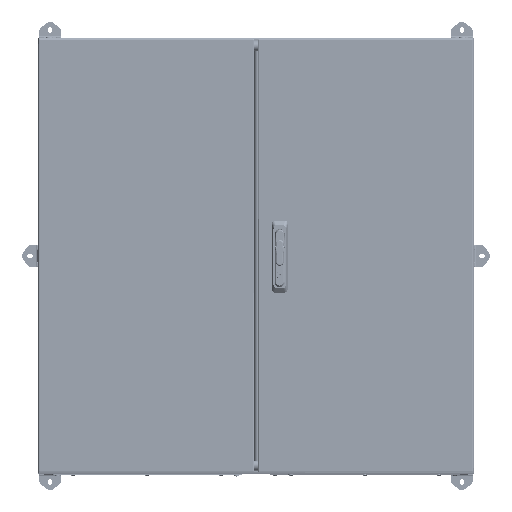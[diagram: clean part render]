
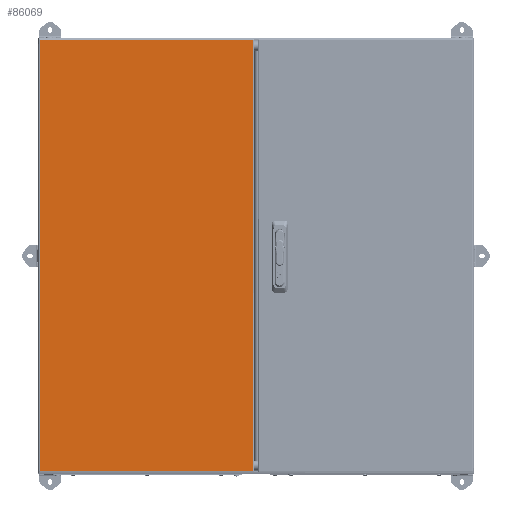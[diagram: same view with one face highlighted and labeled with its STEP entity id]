
A CAD part, top view. The second image highlights one B-rep face of the part: STEP entity #86069.
In plain terms, the highlighted planar face has unit normal (0, 0, 1).
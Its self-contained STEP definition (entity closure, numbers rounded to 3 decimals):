
#341 = LINE ( 'NONE', #72968, #60760 ) ;
#6134 = CARTESIAN_POINT ( 'NONE',  ( 244.5, -494.5, 0. ) ) ;
#7741 = ORIENTED_EDGE ( 'NONE', *, *, #98290, .T. ) ;
#24801 = DIRECTION ( 'NONE',  ( 1., 0., 0. ) ) ;
#28505 = EDGE_CURVE ( 'NONE', #39365, #93559, #60017, .T. ) ;
#36420 = VERTEX_POINT ( 'NONE', #75469 ) ;
#36971 = DIRECTION ( 'NONE',  ( 0., -1., 0. ) ) ;
#39365 = VERTEX_POINT ( 'NONE', #73329 ) ;
#45339 = EDGE_CURVE ( 'NONE', #36420, #77712, #57185, .T. ) ;
#46814 = VECTOR ( 'NONE', #93821, 1000. ) ;
#52421 = DIRECTION ( 'NONE',  ( 0., 0., 1. ) ) ;
#52792 = CARTESIAN_POINT ( 'NONE',  ( 245.293, 494.5, 0. ) ) ;
#55746 = CARTESIAN_POINT ( 'NONE',  ( 244.5, -495.293, 0. ) ) ;
#57185 = LINE ( 'NONE', #113608, #46814 ) ;
#60017 = LINE ( 'NONE', #52792, #68588 ) ;
#60760 = VECTOR ( 'NONE', #36971, 1000. ) ;
#60808 = FACE_OUTER_BOUND ( 'NONE', #96639, .T. ) ;
#64773 = LINE ( 'NONE', #55746, #66181 ) ;
#65531 = EDGE_CURVE ( 'NONE', #77712, #39365, #64773, .T. ) ;
#66181 = VECTOR ( 'NONE', #101395, 1000. ) ;
#67215 = CARTESIAN_POINT ( 'NONE',  ( -244.5, 494.5, 0. ) ) ;
#68588 = VECTOR ( 'NONE', #107425, 1000. ) ;
#72968 = CARTESIAN_POINT ( 'NONE',  ( -244.5, 495.293, 0. ) ) ;
#73329 = CARTESIAN_POINT ( 'NONE',  ( 244.5, 494.5, 0. ) ) ;
#75469 = CARTESIAN_POINT ( 'NONE',  ( -244.5, -494.5, 0. ) ) ;
#77712 = VERTEX_POINT ( 'NONE', #6134 ) ;
#80362 = ORIENTED_EDGE ( 'NONE', *, *, #45339, .T. ) ;
#83329 = ORIENTED_EDGE ( 'NONE', *, *, #28505, .T. ) ;
#86069 = ADVANCED_FACE ( 'NONE', ( #60808 ), #106469, .T. ) ;
#92485 = AXIS2_PLACEMENT_3D ( 'NONE', #95652, #52421, #24801 ) ;
#93559 = VERTEX_POINT ( 'NONE', #67215 ) ;
#93821 = DIRECTION ( 'NONE',  ( 1., 0., 0. ) ) ;
#95652 = CARTESIAN_POINT ( 'NONE',  ( 0., 0., 0. ) ) ;
#96639 = EDGE_LOOP ( 'NONE', ( #83329, #7741, #80362, #117703 ) ) ;
#98290 = EDGE_CURVE ( 'NONE', #93559, #36420, #341, .T. ) ;
#101395 = DIRECTION ( 'NONE',  ( 0., 1., 0. ) ) ;
#106469 = PLANE ( 'NONE',  #92485 ) ;
#107425 = DIRECTION ( 'NONE',  ( -1., 0., 0. ) ) ;
#113608 = CARTESIAN_POINT ( 'NONE',  ( -245.293, -494.5, 0. ) ) ;
#117703 = ORIENTED_EDGE ( 'NONE', *, *, #65531, .T. ) ;
